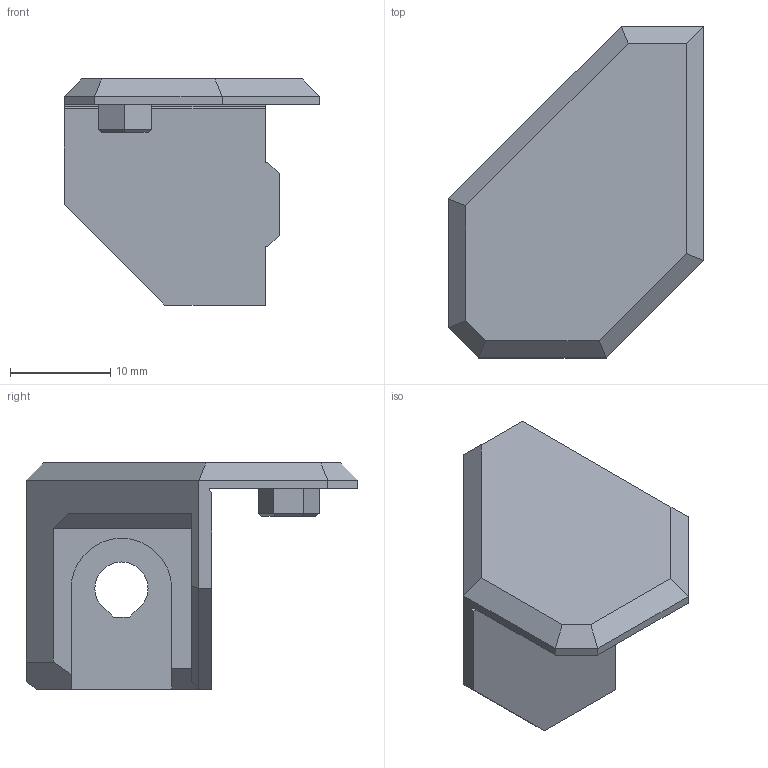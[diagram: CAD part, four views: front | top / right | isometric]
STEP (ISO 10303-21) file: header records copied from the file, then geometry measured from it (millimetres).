
FILE_DESCRIPTION(/* description */ (''),/* implementation_level */ '2;1');
FILE_NAME(/* name */ 'rambo_base_upper_mount.step',/* time_stamp */ '2018-02-15T08:37:02+01:00',/* author */ ('gregsaun'),/* organization */ (''),/* preprocessor_version */ 'ST-DEVELOPER v16.13',/* originating_system */ 'Autodesk Translation Framework v6.5.0.72',/* authorisation */ '');
FILE_SCHEMA (('AUTOMOTIVE_DESIGN { 1 0 10303 214 3 1 1 }'));
Length unit declared in the file: millimetre
Products named in the file (1): rambo_base_upper_mount
Bounding box: 25.4 x 33.05 x 22.5 mm (x, y, z)
Volume: 3964.6 mm3; surface area: 3036.1 mm2
Topology: 1 solids, 6 shells, 97 faces, 225 edges, 144 vertices
Faces by surface type: plane 91, cylinder 5, cone 1
Full cylindrical faces by diameter (mm): 1.5 x2, 2.7 x1
Entity records: 2720 total; most frequent: CARTESIAN_POINT 467, ORIENTED_EDGE 450, DIRECTION 432, EDGE_CURVE 225, LINE 214, VECTOR 214, VERTEX_POINT 144, AXIS2_PLACEMENT_3D 109
